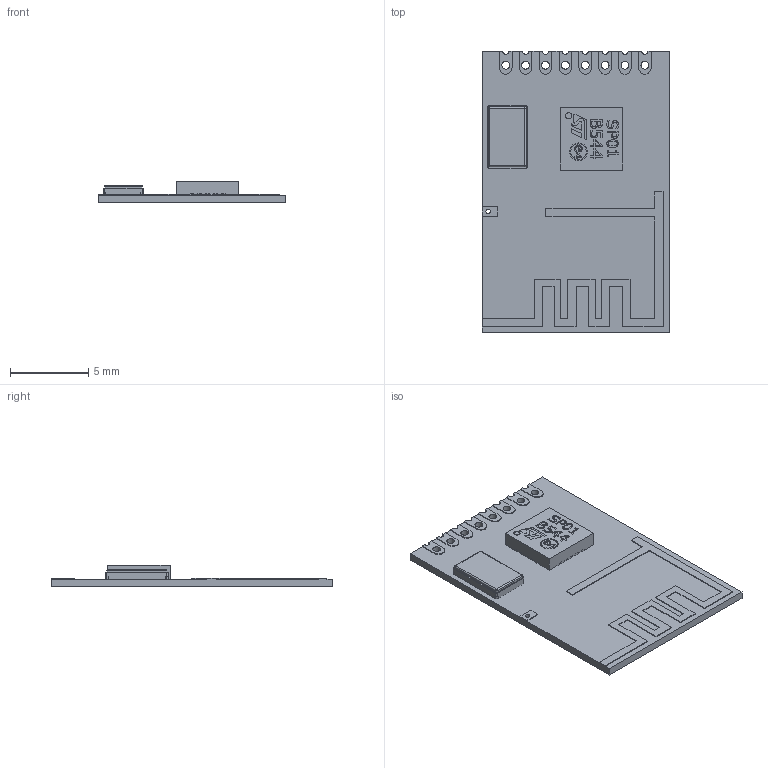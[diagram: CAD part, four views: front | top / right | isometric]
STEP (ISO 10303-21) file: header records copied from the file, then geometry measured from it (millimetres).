
FILE_DESCRIPTION(/* description */ (''),/* implementation_level */ '2;1');
FILE_NAME(/* name */ 'NRF24l01-SMD.step',/* time_stamp */ '2021-06-09T16:28:00-05:00',/* author */ (''),/* organization */ (''),/* preprocessor_version */ 'ST-DEVELOPER v18.1',/* originating_system */ 'Autodesk Translation Framework v10.9.0.1377',/* authorisation */ '');
FILE_SCHEMA (('AUTOMOTIVE_DESIGN { 1 0 10303 214 3 1 1 }'));
Length unit declared in the file: millimetre
Products named in the file (1): NRF24l01-SMD
Bounding box: 12 x 18 x 1.4 mm (x, y, z)
Volume: 129.1 mm3; surface area: 619.3 mm2
Topology: 30 solids, 30 shells, 638 faces, 1656 edges, 1100 vertices
Faces by surface type: plane 465, cylinder 94, bspline 75, sphere 4
Full cylindrical faces by diameter (mm): 0.297 x1, 0.4 x1, 0.5 x8, 1 x1, 1.126 x1
Entity records: 22836 total; most frequent: CARTESIAN_POINT 7058, ORIENTED_EDGE 3304, DIRECTION 2822, EDGE_CURVE 1652, LINE 1310, VECTOR 1310, VERTEX_POINT 1100, AXIS2_PLACEMENT_3D 756
